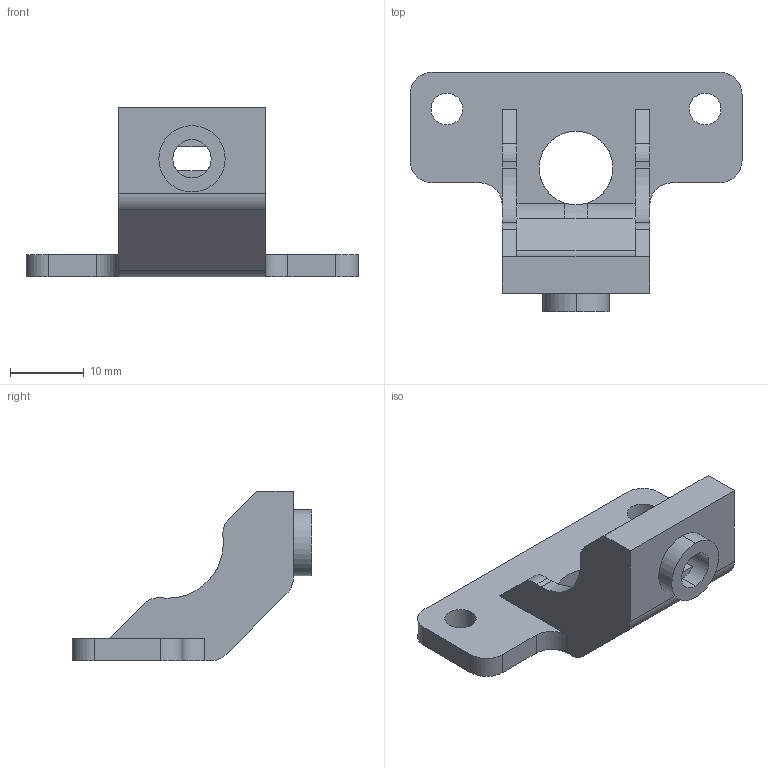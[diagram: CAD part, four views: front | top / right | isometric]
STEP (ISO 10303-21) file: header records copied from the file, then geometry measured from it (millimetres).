
FILE_DESCRIPTION (( 'STEP AP214' ), '1' );
FILE_NAME ('Stepper-Stepper Adapter.STEP', '2025-11-19T18:18:33', ( '' ), ( '' ), 'SwSTEP 2.0', 'SolidWorks 2025', '' );
FILE_SCHEMA (( 'AUTOMOTIVE_DESIGN' ));
Length unit declared in the file: millimetre
Products named in the file (1): Stepper-Stepper Adapter
Bounding box: 45 x 32.5 x 23 mm (x, y, z)
Volume: 4553.1 mm3; surface area: 3775.6 mm2
Topology: 1 solids, 1 shells, 55 faces, 155 edges, 102 vertices
Faces by surface type: cylinder 29, plane 25, bspline 1
Entity records: 1868 total; most frequent: CARTESIAN_POINT 347, DIRECTION 328, ORIENTED_EDGE 310, EDGE_CURVE 155, AXIS2_PLACEMENT_3D 119, VERTEX_POINT 102, LINE 90, VECTOR 90
